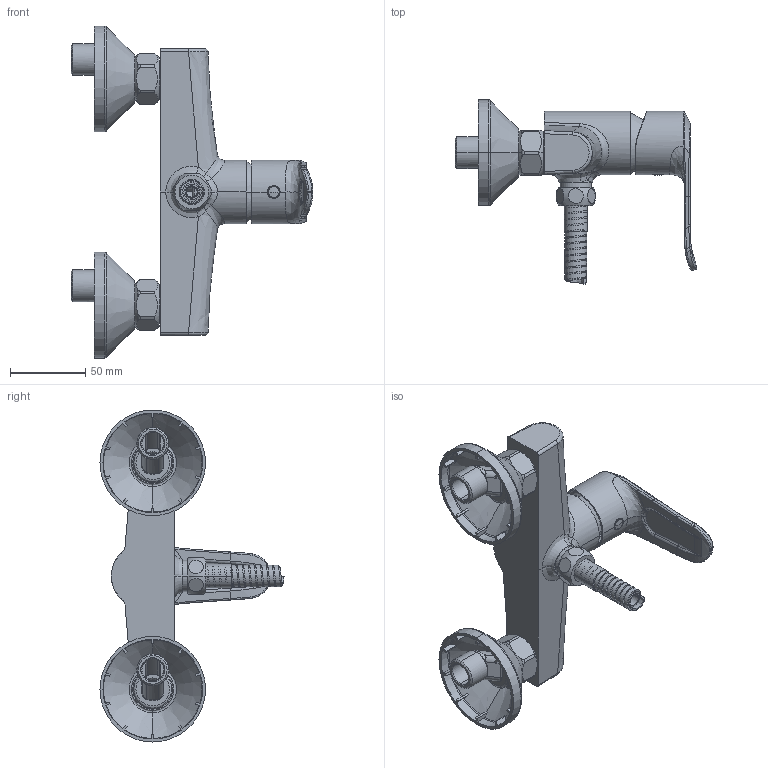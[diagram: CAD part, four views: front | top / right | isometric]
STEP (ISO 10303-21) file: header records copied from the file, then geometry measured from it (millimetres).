
FILE_DESCRIPTION((''),'2;1');
FILE_NAME('SHOWE_DESIGN_D01_ASM','2018-08-15T',('10114256'),(''),'CREO PARAMETRIC BY PTC INC, 2014440','CREO PARAMETRIC BY PTC INC, 2014440','');
FILE_SCHEMA(('CONFIG_CONTROL_DESIGN'));
Products named in the file (25): NEW_MODERN_SHOWER_BODY_D01; 158B950189_BODY; 158B950189_PIVOT; 158B950189_WASHER; 158B950189_ASM; 1580665099; HANDLE_DESIGN_02; 1590463399; 1581212699; 158A913204; 1590488250; 1581927250; 1580800550; CONNECT-SMALL_ASM; 158A917376; 1580960444; COVER_NEO_MODERN-1; PVC_HOSE_622280; BAND_ADAPTER_621847; FLEX_HOSE_622281; BUSING_620111; CUPLING_NUT_604136; PACKING_611701; 652508_ASM; SHOWE_DESIGN_D01_ASM
Assembly tree (26 placements, depth 3):
  SHOWE_DESIGN_D01_ASM
    NEW_MODERN_SHOWER_BODY_D01
    158B950189_ASM
      158B950189_BODY
      158B950189_PIVOT
      158B950189_WASHER  x2
    1580665099
    HANDLE_DESIGN_02
    CONNECT-SMALL_ASM  x2
      1590463399
      1581212699
      158A913204
      1590488250
      1581927250
      1580800550
    158A917376
    1580960444
    COVER_NEO_MODERN-1
    652508_ASM
      PVC_HOSE_622280
      BAND_ADAPTER_621847
      FLEX_HOSE_622281
      BUSING_620111
      CUPLING_NUT_604136
      PACKING_611701
Bounding box: 160.23 x 122 x 220 mm (x, y, z)
Volume: 223068.9 mm3; surface area: 156002.5 mm2
Topology: 28 solids, 28 shells, 1460 faces, 3409 edges, 2039 vertices
Faces by surface type: bspline 426, cylinder 363, plane 338, torus 156, cone 134, sphere 40, extrusion 3
Entity records: 55674 total; most frequent: CARTESIAN_POINT 31242, ORIENTED_EDGE 5318, DIRECTION 4589, EDGE_CURVE 2659, AXIS2_PLACEMENT_3D 1912, VERTEX_POINT 1583, EDGE_LOOP 1240, FACE_OUTER_BOUND 1160
